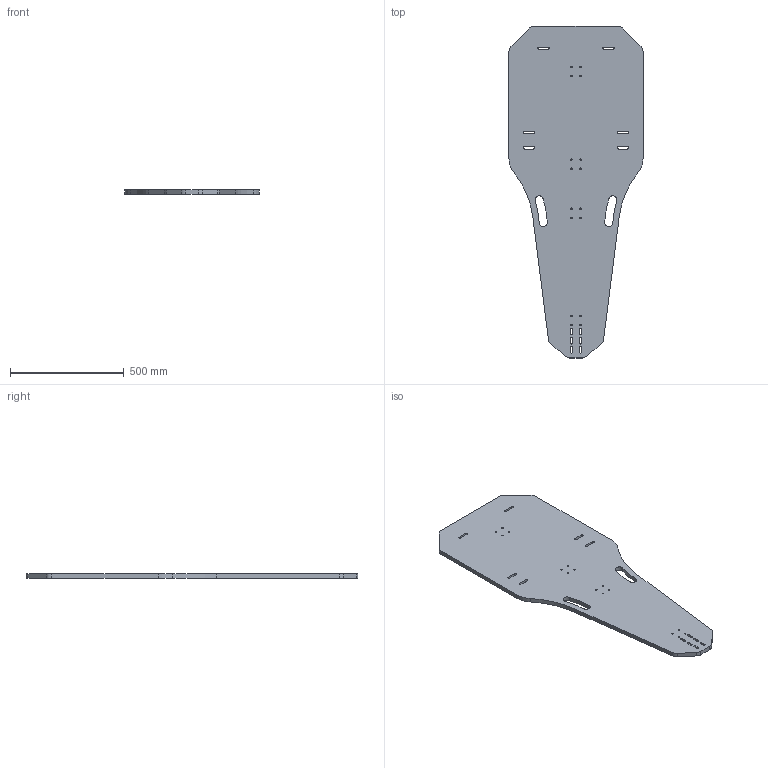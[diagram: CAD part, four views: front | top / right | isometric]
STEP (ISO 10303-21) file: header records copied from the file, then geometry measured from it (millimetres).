
FILE_DESCRIPTION(/* description */ ('STEP AP242 Edition 2','CAx-IF Rec.Pracs.---Representation and Presentation of Product Manufacturing Information (PMI)---4.0---2014-10-13','CAx-IF Rec.Pracs.---3D Tessellated Geometry---0.4---2014-09-14','2;1','CAx-IF Rec.Pracs.---User Defined Attributes---1.5---2016-08-15'),/* implementation_level */ '2;1');
FILE_NAME(/* name */ '6956d35fe4c42c7bfe7d4886',/* time_stamp */ '2026-01-01T20:04:47Z',/* author */ (''),/* organization */ (''),/* preprocessor_version */ 'ST-DEVELOPER v20',/* originating_system */ 'ONSHAPE BY PTC INC, 1.208',/* authorisation */ ' ');
FILE_SCHEMA (('AP242_MANAGED_MODEL_BASED_3D_ENGINEERING_MIM_LF { 1 0 10303 442 3 1 4 }'));
Length unit declared in the file: metre
Products named in the file (1): top_compact
Bounding box: 590 x 1461.63 x 18.75 mm (x, y, z)
Volume: 11688007 mm3; surface area: 1354725.6 mm2
Topology: 1 solids, 1 shells, 128 faces, 330 edges, 220 vertices
Faces by surface type: cylinder 76, plane 52
Full cylindrical faces by diameter (mm): 6.1 x16, 11 x16
Entity records: 3950 total; most frequent: DIRECTION 708, CARTESIAN_POINT 647, ORIENTED_EDGE 596, EDGE_CURVE 298, AXIS2_PLACEMENT_3D 281, EDGE_LOOP 236, FACE_BOUND 236, VERTEX_POINT 220
